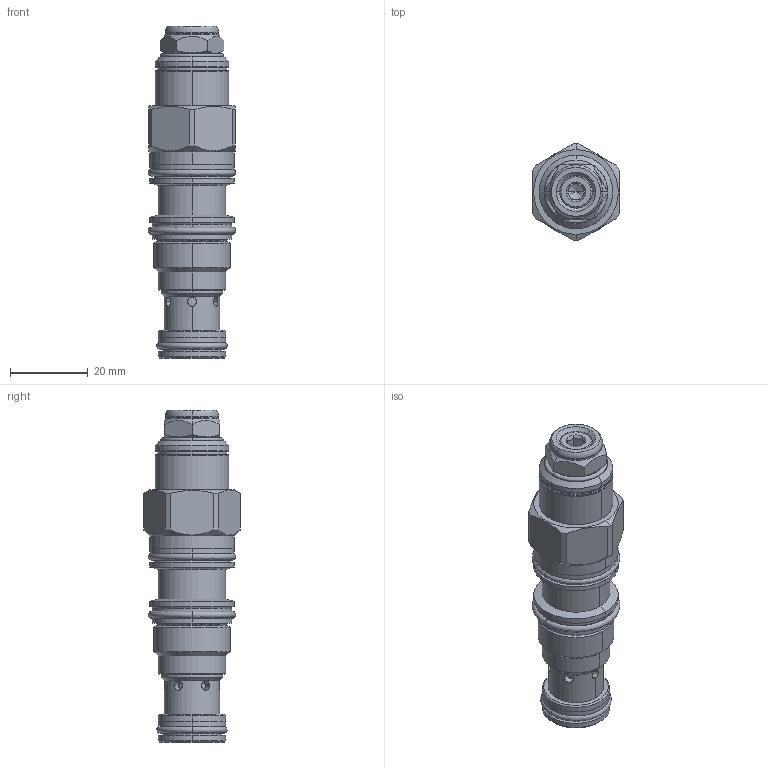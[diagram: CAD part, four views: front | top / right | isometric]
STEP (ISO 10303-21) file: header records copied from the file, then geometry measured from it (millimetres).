
FILE_DESCRIPTION((''),'2;1');
FILE_NAME('CABK-LHN_PRT','2012-08-22T',('Administrator'),(''),'PRO/ENGINEER BY PARAMETRIC TECHNOLOGY CORPORATION, 2006240','PRO/ENGINEER BY PARAMETRIC TECHNOLOGY CORPORATION, 2006240','');
FILE_SCHEMA(('CONFIG_CONTROL_DESIGN'));
Length unit declared in the file: inch
Products named in the file (1): CABK-LHN_PRT
Bounding box: 22.55 x 24.84 x 85.67 mm (x, y, z)
Volume: 22784 mm3; surface area: 9784 mm2
Topology: 4 solids, 5 shells, 291 faces, 683 edges, 413 vertices
Faces by surface type: cylinder 118, plane 65, cone 54, torus 34, revolution 14, sphere 6
Entity records: 9945 total; most frequent: CARTESIAN_POINT 3137, DIRECTION 1479, ORIENTED_EDGE 1362, EDGE_CURVE 681, AXIS2_PLACEMENT_3D 623, VERTEX_POINT 413, CIRCLE 346, EDGE_LOOP 342
